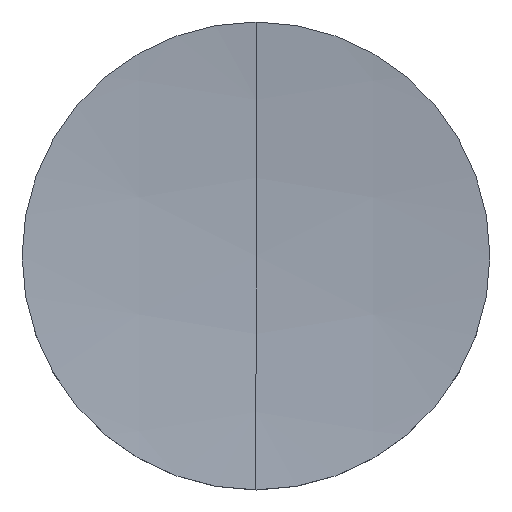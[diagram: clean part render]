
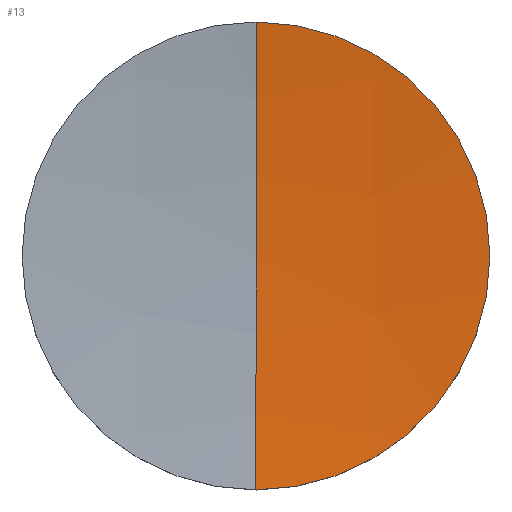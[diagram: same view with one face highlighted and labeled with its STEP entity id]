
A CAD part, top view. The second image highlights one B-rep face of the part: STEP entity #13.
In plain terms, the highlighted spherical face has radius 118.977 mm.
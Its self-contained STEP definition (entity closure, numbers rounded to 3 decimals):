
#6 = VERTEX_POINT ( 'NONE', #86 ) ;
#9 = ORIENTED_EDGE ( 'NONE', *, *, #51, .T. ) ;
#10 = EDGE_LOOP ( 'NONE', ( #11, #9, #50 ) ) ;
#11 = ORIENTED_EDGE ( 'NONE', *, *, #12, .F. ) ;
#12 = EDGE_CURVE ( 'NONE', #6, #54, #79, .T. ) ;
#13 = ADVANCED_FACE ( 'NONE', ( #75 ), #43, .F. ) ;
#33 = VERTEX_POINT ( 'NONE', #134 ) ;
#35 = EDGE_CURVE ( 'NONE', #33, #54, #125, .T. ) ;
#36 = DIRECTION ( 'NONE',  ( -1., 0., 0. ) ) ;
#38 = CARTESIAN_POINT ( 'NONE',  ( 0., 0., 120.977 ) ) ;
#41 = DIRECTION ( 'NONE',  ( 0., 1., 0. ) ) ;
#42 = AXIS2_PLACEMENT_3D ( 'NONE', #38, #36, #41 ) ;
#43 = SPHERICAL_SURFACE ( 'NONE', #42, 118.977 ) ;
#50 = ORIENTED_EDGE ( 'NONE', *, *, #35, .T. ) ;
#51 = EDGE_CURVE ( 'NONE', #6, #33, #145, .T. ) ;
#54 = VERTEX_POINT ( 'NONE', #180 ) ;
#75 = FACE_OUTER_BOUND ( 'NONE', #10, .T. ) ;
#76 = DIRECTION ( 'NONE',  ( 0., 0., -1. ) ) ;
#77 = DIRECTION ( 'NONE',  ( 1., 0., 0. ) ) ;
#78 = AXIS2_PLACEMENT_3D ( 'NONE', #85, #77, #76 ) ;
#79 = CIRCLE ( 'NONE', #78, 118.977 ) ;
#85 = CARTESIAN_POINT ( 'NONE',  ( 0., 0., 120.977 ) ) ;
#86 = CARTESIAN_POINT ( 'NONE',  ( 0., 0., 2. ) ) ;
#118 = DIRECTION ( 'NONE',  ( 0., -1., 0. ) ) ;
#119 = DIRECTION ( 'NONE',  ( 0., 0., 1. ) ) ;
#125 = CIRCLE ( 'NONE', #133, 12.7 ) ;
#133 = AXIS2_PLACEMENT_3D ( 'NONE', #144, #119, #118 ) ;
#134 = CARTESIAN_POINT ( 'NONE',  ( 0., -12.7, 2.68 ) ) ;
#140 = CARTESIAN_POINT ( 'NONE',  ( 0., 0., 120.977 ) ) ;
#141 = AXIS2_PLACEMENT_3D ( 'NONE', #140, #197, #196 ) ;
#144 = CARTESIAN_POINT ( 'NONE',  ( 0., 0., 2.68 ) ) ;
#145 = CIRCLE ( 'NONE', #141, 118.977 ) ;
#180 = CARTESIAN_POINT ( 'NONE',  ( 0., 12.7, 2.68 ) ) ;
#196 = DIRECTION ( 'NONE',  ( 0., -1., 0. ) ) ;
#197 = DIRECTION ( 'NONE',  ( -1., 0., 0. ) ) ;
